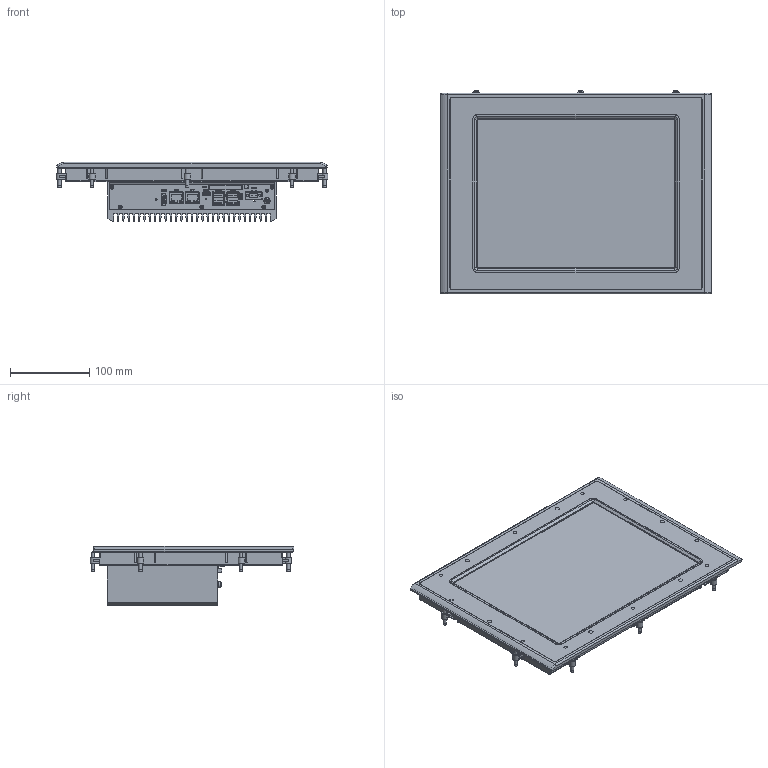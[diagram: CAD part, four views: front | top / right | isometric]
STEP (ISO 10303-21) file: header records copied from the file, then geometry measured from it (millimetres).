
FILE_DESCRIPTION(/* description */ ('OMD12/800x600/BE1'),/* implementation_level */ '2;1');
FILE_NAME(/* name */ 'M0018071001.stp',/* time_stamp */ '2019-07-25T15:20:53+02:00',/* author */ ('schwendm'),/* organization */ ('2019 Bachmann electronic GmbH'),/* preprocessor_version */ 'ST-DEVELOPER v15.2',/* originating_system */ 'Autodesk Inventor 2014',/* authorisation */ '-');
FILE_SCHEMA (('AUTOMOTIVE_DESIGN { 1 0 10303 214 3 1 1 }'));
Products named in the file (4): M0017966000; M0018065101; M0018056101; M0018071001
Assembly tree (3 placements, depth 2):
  M0018071001
    M0017966000
    M0018065101
    M0018056101
Bounding box: 342 x 257 x 75 mm (x, y, z)
Volume: 2056268.3 mm3; surface area: 864015.9 mm2
Topology: 73 solids, 73 shells, 4146 faces, 10724 edges, 6714 vertices
Faces by surface type: plane 2042, cylinder 803, cone 473, bspline 461, torus 286, sphere 81
Full cylindrical faces by diameter (mm): 1 x4, 1.57 x1, 2.1 x3, 2.224 x14, 2.46 x1, 2.5 x16, 2.7 x10, 3 x14, 3.232 x1, 3.24 x10, 3.242 x1, 3.775 x1, 4 x11, 4.2 x11, 4.22 x10, 4.25 x8, 4.3 x10, 4.7 x14, 5 x24, 5.186 x1, 5.2 x1, 5.3 x10, 5.38 x1, 5.4 x7, 7.95 x1, 8 x20, 9 x7
Entity records: 132975 total; most frequent: CARTESIAN_POINT 33655, ORIENTED_EDGE 20026, DIRECTION 18340, EDGE_CURVE 10013, VERTEX_POINT 6607, AXIS2_PLACEMENT_3D 6421, LINE 5498, VECTOR 5498
